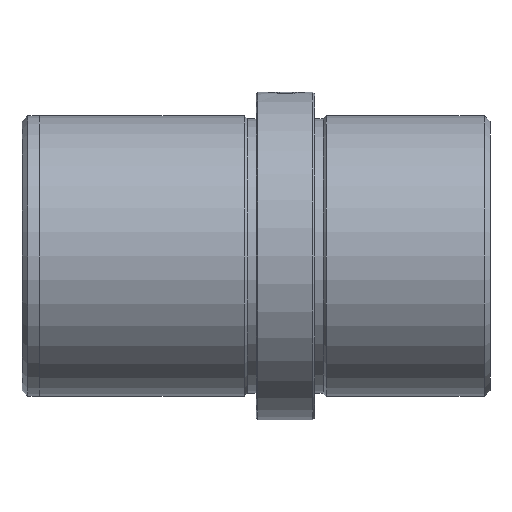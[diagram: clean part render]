
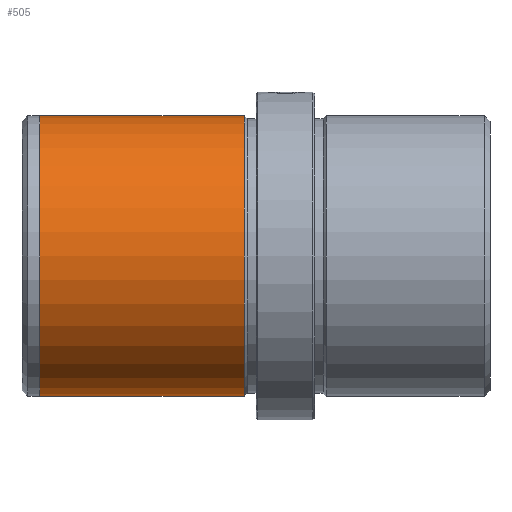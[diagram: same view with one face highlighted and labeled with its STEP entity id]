
A CAD part, left-side view. The second image highlights one B-rep face of the part: STEP entity #505.
In plain terms, the highlighted cylindrical face has radius 24 mm (diameter 48 mm), a partial arc.
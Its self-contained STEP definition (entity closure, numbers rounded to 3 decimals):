
#12 = AXIS2_PLACEMENT_3D ( 'NONE', #622, #789, #897 ) ;
#92 = ORIENTED_EDGE ( 'NONE', *, *, #293, .T. ) ;
#139 = DIRECTION ( 'NONE',  ( 0., -1., 0. ) ) ;
#184 = VECTOR ( 'NONE', #609, 1000. ) ;
#271 = LINE ( 'NONE', #1035, #1893 ) ;
#293 = EDGE_CURVE ( 'NONE', #973, #1414, #667, .T. ) ;
#297 = CIRCLE ( 'NONE', #1919, 24. ) ;
#304 = EDGE_LOOP ( 'NONE', ( #306, #92, #1648, #1106 ) ) ;
#306 = ORIENTED_EDGE ( 'NONE', *, *, #779, .F. ) ;
#459 = CARTESIAN_POINT ( 'NONE',  ( 0., 42., -24. ) ) ;
#505 = ADVANCED_FACE ( 'NONE', ( #938 ), #791, .T. ) ;
#609 = DIRECTION ( 'NONE',  ( 0., -1., 0. ) ) ;
#622 = CARTESIAN_POINT ( 'NONE',  ( 0., 77., 0. ) ) ;
#636 = LINE ( 'NONE', #1571, #184 ) ;
#667 = CIRCLE ( 'NONE', #12, 24. ) ;
#674 = CARTESIAN_POINT ( 'NONE',  ( 0., 77., 24. ) ) ;
#779 = EDGE_CURVE ( 'NONE', #973, #1152, #271, .T. ) ;
#789 = DIRECTION ( 'NONE',  ( 0., -1., 0. ) ) ;
#791 = CYLINDRICAL_SURFACE ( 'NONE', #1965, 24. ) ;
#867 = DIRECTION ( 'NONE',  ( 0., -1., 0. ) ) ;
#883 = VERTEX_POINT ( 'NONE', #459 ) ;
#897 = DIRECTION ( 'NONE',  ( 0., 0., -1. ) ) ;
#938 = FACE_OUTER_BOUND ( 'NONE', #304, .T. ) ;
#973 = VERTEX_POINT ( 'NONE', #674 ) ;
#1016 = CARTESIAN_POINT ( 'NONE',  ( 0., 77., -24. ) ) ;
#1035 = CARTESIAN_POINT ( 'NONE',  ( 0., 0., 24. ) ) ;
#1067 = EDGE_CURVE ( 'NONE', #1152, #883, #297, .T. ) ;
#1106 = ORIENTED_EDGE ( 'NONE', *, *, #1067, .F. ) ;
#1152 = VERTEX_POINT ( 'NONE', #1603 ) ;
#1198 = DIRECTION ( 'NONE',  ( 0., -1., 0. ) ) ;
#1414 = VERTEX_POINT ( 'NONE', #1016 ) ;
#1571 = CARTESIAN_POINT ( 'NONE',  ( 0., 0., -24. ) ) ;
#1593 = DIRECTION ( 'NONE',  ( 0., 0., -1. ) ) ;
#1603 = CARTESIAN_POINT ( 'NONE',  ( 0., 42., 24. ) ) ;
#1636 = EDGE_CURVE ( 'NONE', #1414, #883, #636, .T. ) ;
#1648 = ORIENTED_EDGE ( 'NONE', *, *, #1636, .T. ) ;
#1826 = CARTESIAN_POINT ( 'NONE',  ( 0., 42., 0. ) ) ;
#1893 = VECTOR ( 'NONE', #1198, 1000. ) ;
#1908 = CARTESIAN_POINT ( 'NONE',  ( 0., 0., 0. ) ) ;
#1919 = AXIS2_PLACEMENT_3D ( 'NONE', #1826, #867, #1989 ) ;
#1965 = AXIS2_PLACEMENT_3D ( 'NONE', #1908, #139, #1593 ) ;
#1989 = DIRECTION ( 'NONE',  ( 0., 0., -1. ) ) ;
